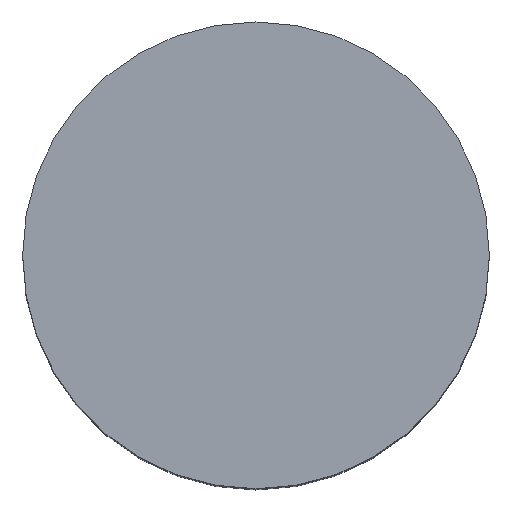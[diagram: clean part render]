
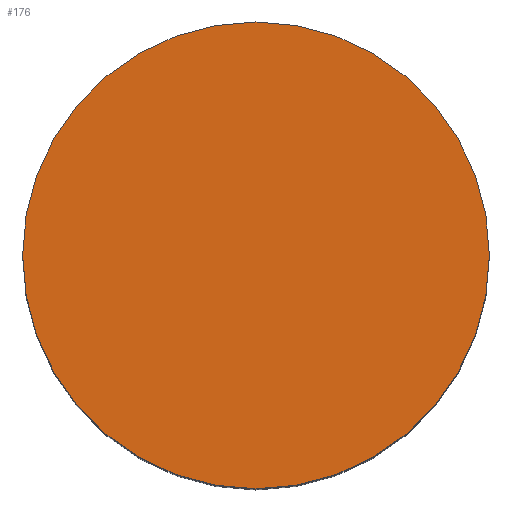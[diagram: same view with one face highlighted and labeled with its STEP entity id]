
A CAD part, top view. The second image highlights one B-rep face of the part: STEP entity #176.
In plain terms, the highlighted planar face has unit normal (0, 0, 1).
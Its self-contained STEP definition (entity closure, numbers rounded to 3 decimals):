
#96=FACE_OUTER_BOUND('',#305,.T.);
#147=PLANE('',#539);
#176=ADVANCED_FACE('',(#96),#147,.F.);
#305=EDGE_LOOP('',(#371));
#371=ORIENTED_EDGE('',*,*,#443,.F.);
#410=VERTEX_POINT('',#771);
#443=EDGE_CURVE('',#410,#410,#476,.T.);
#476=CIRCLE('',#538,25.);
#538=AXIS2_PLACEMENT_3D('',#770,#663,#664);
#539=AXIS2_PLACEMENT_3D('',#772,#665,#666);
#663=DIRECTION('',(0.,0.,-1.));
#664=DIRECTION('',(-1.,0.,0.));
#665=DIRECTION('',(0.,0.,-1.));
#666=DIRECTION('',(-1.,0.,0.));
#770=CARTESIAN_POINT('',(0.,0.,0.));
#771=CARTESIAN_POINT('',(-25.,0.,0.));
#772=CARTESIAN_POINT('',(0.,0.,0.));
